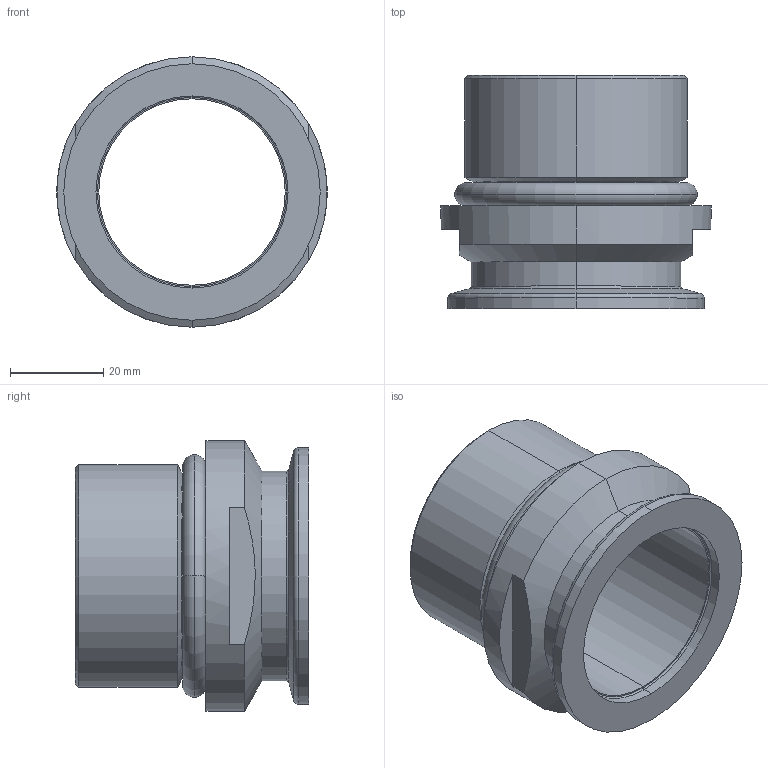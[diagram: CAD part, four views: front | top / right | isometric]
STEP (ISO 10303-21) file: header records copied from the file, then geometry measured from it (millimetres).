
FILE_DESCRIPTION (( 'STEP AP214' ), '1' );
FILE_NAME ('122AED040-1500.stp', '2017-04-11T05:28:41', ( '' ), ( '' ), 'SwSTEP 2.0', 'SolidWorks 2015', '' );
FILE_SCHEMA (( 'AUTOMOTIVE_DESIGN' ));
Length unit declared in the file: millimetre
Products named in the file (1): 122AED040-1500
Bounding box: 58 x 50 x 58 mm (x, y, z)
Volume: 36127.8 mm3; surface area: 20463.4 mm2
Topology: 2 solids, 2 shells, 44 faces, 92 edges, 52 vertices
Faces by surface type: cylinder 14, torus 14, cone 8, plane 8
Entity records: 1731 total; most frequent: DIRECTION 242, CARTESIAN_POINT 215, ORIENTED_EDGE 184, AXIS2_PLACEMENT_3D 107, EDGE_CURVE 92, CIRCLE 62, VERTEX_POINT 52, UNCERTAINTY_MEASURE_WITH_UNIT 48
